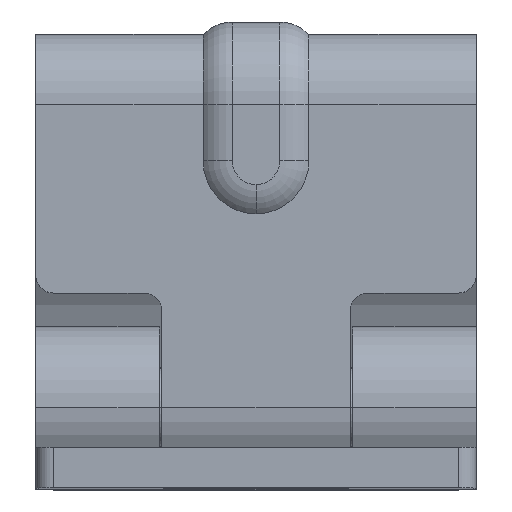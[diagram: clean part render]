
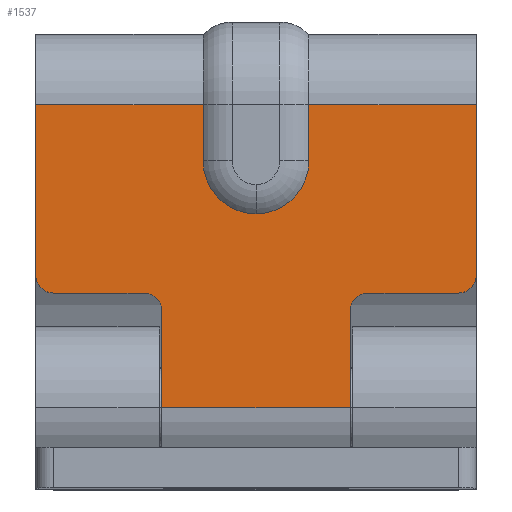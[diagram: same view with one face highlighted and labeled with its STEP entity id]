
A CAD part, top view. The second image highlights one B-rep face of the part: STEP entity #1537.
In plain terms, the highlighted planar face has unit normal (0, 0, 1).
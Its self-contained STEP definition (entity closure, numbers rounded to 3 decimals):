
#18 = AXIS2_PLACEMENT_3D ( 'NONE', #1589, #1833, #1776 ) ;
#20 = VECTOR ( 'NONE', #2040, 1000. ) ;
#70 = AXIS2_PLACEMENT_3D ( 'NONE', #1765, #1829, #1763 ) ;
#76 = AXIS2_PLACEMENT_3D ( 'NONE', #1735, #1967, #1977 ) ;
#88 = VECTOR ( 'NONE', #1662, 1000. ) ;
#90 = VECTOR ( 'NONE', #1698, 1000. ) ;
#176 = VERTEX_POINT ( 'NONE', #370 ) ;
#188 = VERTEX_POINT ( 'NONE', #448 ) ;
#195 = ORIENTED_EDGE ( 'NONE', *, *, #1511, .F. ) ;
#196 = VERTEX_POINT ( 'NONE', #412 ) ;
#200 = VERTEX_POINT ( 'NONE', #202 ) ;
#202 = CARTESIAN_POINT ( 'NONE',  ( -11.5, 6.5, 4.6 ) ) ;
#204 = ORIENTED_EDGE ( 'NONE', *, *, #1387, .F. ) ;
#205 = CARTESIAN_POINT ( 'NONE',  ( -12.5, 17.192, 4.6 ) ) ;
#218 = ORIENTED_EDGE ( 'NONE', *, *, #1320, .T. ) ;
#241 = ORIENTED_EDGE ( 'NONE', *, *, #1398, .F. ) ;
#258 = CARTESIAN_POINT ( 'NONE',  ( -5.35, 0., 4.6 ) ) ;
#276 = ORIENTED_EDGE ( 'NONE', *, *, #1364, .T. ) ;
#289 = VERTEX_POINT ( 'NONE', #205 ) ;
#298 = VERTEX_POINT ( 'NONE', #429 ) ;
#308 = VERTEX_POINT ( 'NONE', #320 ) ;
#312 = VERTEX_POINT ( 'NONE', #258 ) ;
#320 = CARTESIAN_POINT ( 'NONE',  ( -3., 17.192, 4.6 ) ) ;
#325 = VERTEX_POINT ( 'NONE', #704 ) ;
#366 = VERTEX_POINT ( 'NONE', #670 ) ;
#370 = CARTESIAN_POINT ( 'NONE',  ( 12.5, 17.192, 4.6 ) ) ;
#376 = CARTESIAN_POINT ( 'NONE',  ( 0., 11., 4.6 ) ) ;
#379 = CARTESIAN_POINT ( 'NONE',  ( 11.5, 6.5, 4.6 ) ) ;
#383 = ORIENTED_EDGE ( 'NONE', *, *, #1456, .T. ) ;
#387 = ORIENTED_EDGE ( 'NONE', *, *, #1448, .F. ) ;
#412 = CARTESIAN_POINT ( 'NONE',  ( -6.35, 6.5, 4.6 ) ) ;
#429 = CARTESIAN_POINT ( 'NONE',  ( -3., 14., 4.6 ) ) ;
#432 = VERTEX_POINT ( 'NONE', #672 ) ;
#448 = CARTESIAN_POINT ( 'NONE',  ( -12.5, 7.5, 4.6 ) ) ;
#456 = ORIENTED_EDGE ( 'NONE', *, *, #1516, .T. ) ;
#464 = VERTEX_POINT ( 'NONE', #376 ) ;
#469 = VERTEX_POINT ( 'NONE', #379 ) ;
#484 = ORIENTED_EDGE ( 'NONE', *, *, #1453, .F. ) ;
#510 = CARTESIAN_POINT ( 'NONE',  ( 3., 17.192, 4.6 ) ) ;
#514 = ORIENTED_EDGE ( 'NONE', *, *, #1524, .T. ) ;
#525 = ORIENTED_EDGE ( 'NONE', *, *, #1412, .T. ) ;
#533 = VERTEX_POINT ( 'NONE', #510 ) ;
#535 = ORIENTED_EDGE ( 'NONE', *, *, #1374, .T. ) ;
#549 = EDGE_LOOP ( 'NONE', ( #484, #514, #204, #620, #383, #276, #456, #195, #592, #535, #218, #632, #525, #387, #241, #556, #649 ) ) ;
#556 = ORIENTED_EDGE ( 'NONE', *, *, #1468, .F. ) ;
#574 = VERTEX_POINT ( 'NONE', #1772 ) ;
#592 = ORIENTED_EDGE ( 'NONE', *, *, #1333, .T. ) ;
#610 = VERTEX_POINT ( 'NONE', #1667 ) ;
#620 = ORIENTED_EDGE ( 'NONE', *, *, #1401, .T. ) ;
#632 = ORIENTED_EDGE ( 'NONE', *, *, #1339, .F. ) ;
#649 = ORIENTED_EDGE ( 'NONE', *, *, #1325, .T. ) ;
#670 = CARTESIAN_POINT ( 'NONE',  ( 3., 14., 4.6 ) ) ;
#672 = CARTESIAN_POINT ( 'NONE',  ( -5.35, 5.5, 4.6 ) ) ;
#704 = CARTESIAN_POINT ( 'NONE',  ( 12.5, 7.5, 4.6 ) ) ;
#729 = VERTEX_POINT ( 'NONE', #1680 ) ;
#878 = CIRCLE ( 'NONE', #1042, 3. ) ;
#888 = CIRCLE ( 'NONE', #1064, 1. ) ;
#921 = AXIS2_PLACEMENT_3D ( 'NONE', #2333, #2259, #2338 ) ;
#998 = FACE_OUTER_BOUND ( 'NONE', #549, .T. ) ;
#1030 = VECTOR ( 'NONE', #1641, 1000. ) ;
#1042 = AXIS2_PLACEMENT_3D ( 'NONE', #2212, #2336, #2241 ) ;
#1064 = AXIS2_PLACEMENT_3D ( 'NONE', #2435, #2393, #2152 ) ;
#1129 = VECTOR ( 'NONE', #1938, 1000. ) ;
#1146 = AXIS2_PLACEMENT_3D ( 'NONE', #1699, #1790, #1974 ) ;
#1164 = VECTOR ( 'NONE', #2268, 1000. ) ;
#1235 = VECTOR ( 'NONE', #1706, 1000. ) ;
#1242 = VECTOR ( 'NONE', #1939, 1000. ) ;
#1255 = VECTOR ( 'NONE', #1731, 1000. ) ;
#1256 = VECTOR ( 'NONE', #1929, 1000. ) ;
#1275 = VECTOR ( 'NONE', #2233, 1000. ) ;
#1320 = EDGE_CURVE ( 'NONE', #188, #200, #1426, .T. ) ;
#1325 = EDGE_CURVE ( 'NONE', #610, #729, #1475, .T. ) ;
#1326 = CIRCLE ( 'NONE', #1146, 1. ) ;
#1333 = EDGE_CURVE ( 'NONE', #308, #289, #1669, .T. ) ;
#1339 = EDGE_CURVE ( 'NONE', #196, #200, #1819, .T. ) ;
#1364 = EDGE_CURVE ( 'NONE', #366, #464, #1380, .T. ) ;
#1374 = EDGE_CURVE ( 'NONE', #289, #188, #1767, .T. ) ;
#1380 = CIRCLE ( 'NONE', #76, 3. ) ;
#1387 = EDGE_CURVE ( 'NONE', #176, #325, #1956, .T. ) ;
#1398 = EDGE_CURVE ( 'NONE', #574, #312, #1658, .T. ) ;
#1401 = EDGE_CURVE ( 'NONE', #176, #533, #1730, .T. ) ;
#1412 = EDGE_CURVE ( 'NONE', #196, #432, #1326, .T. ) ;
#1426 = CIRCLE ( 'NONE', #18, 1. ) ;
#1448 = EDGE_CURVE ( 'NONE', #312, #432, #1827, .T. ) ;
#1453 = EDGE_CURVE ( 'NONE', #469, #729, #1796, .T. ) ;
#1456 = EDGE_CURVE ( 'NONE', #533, #366, #1610, .T. ) ;
#1468 = EDGE_CURVE ( 'NONE', #610, #574, #2419, .T. ) ;
#1475 = CIRCLE ( 'NONE', #70, 1. ) ;
#1511 = EDGE_CURVE ( 'NONE', #308, #298, #2313, .T. ) ;
#1516 = EDGE_CURVE ( 'NONE', #464, #298, #878, .T. ) ;
#1524 = EDGE_CURVE ( 'NONE', #469, #325, #888, .T. ) ;
#1537 = ADVANCED_FACE ( 'NONE', ( #998 ), #2280, .F. ) ;
#1589 = CARTESIAN_POINT ( 'NONE',  ( -11.5, 7.5, 4.6 ) ) ;
#1610 = LINE ( 'NONE', #2045, #1235 ) ;
#1641 = DIRECTION ( 'NONE',  ( 0., 1., 0. ) ) ;
#1658 = LINE ( 'NONE', #1984, #1256 ) ;
#1662 = DIRECTION ( 'NONE',  ( -1., 0., 0. ) ) ;
#1667 = CARTESIAN_POINT ( 'NONE',  ( 5.35, 5.5, 4.6 ) ) ;
#1669 = LINE ( 'NONE', #1870, #20 ) ;
#1680 = CARTESIAN_POINT ( 'NONE',  ( 6.35, 6.5, 4.6 ) ) ;
#1698 = DIRECTION ( 'NONE',  ( 0., -1., 0. ) ) ;
#1699 = CARTESIAN_POINT ( 'NONE',  ( -6.35, 5.5, 4.6 ) ) ;
#1706 = DIRECTION ( 'NONE',  ( 0., -1., 0. ) ) ;
#1730 = LINE ( 'NONE', #1949, #1242 ) ;
#1731 = DIRECTION ( 'NONE',  ( -1., 0., 0. ) ) ;
#1735 = CARTESIAN_POINT ( 'NONE',  ( 0., 14., 4.6 ) ) ;
#1763 = DIRECTION ( 'NONE',  ( 0., 1., 0. ) ) ;
#1765 = CARTESIAN_POINT ( 'NONE',  ( 6.35, 5.5, 4.6 ) ) ;
#1767 = LINE ( 'NONE', #1959, #90 ) ;
#1772 = CARTESIAN_POINT ( 'NONE',  ( 5.35, 0., 4.6 ) ) ;
#1776 = DIRECTION ( 'NONE',  ( 0., 1., 0. ) ) ;
#1790 = DIRECTION ( 'NONE',  ( 0., 0., -1. ) ) ;
#1796 = LINE ( 'NONE', #1877, #1255 ) ;
#1800 = CARTESIAN_POINT ( 'NONE',  ( -5.35, -4.6, 4.6 ) ) ;
#1819 = LINE ( 'NONE', #1879, #88 ) ;
#1827 = LINE ( 'NONE', #1800, #1030 ) ;
#1829 = DIRECTION ( 'NONE',  ( 0., 0., -1. ) ) ;
#1833 = DIRECTION ( 'NONE',  ( 0., 0., 1. ) ) ;
#1870 = CARTESIAN_POINT ( 'NONE',  ( 12.5, 17.192, 4.6 ) ) ;
#1877 = CARTESIAN_POINT ( 'NONE',  ( 5.35, 6.5, 4.6 ) ) ;
#1879 = CARTESIAN_POINT ( 'NONE',  ( -12.5, 6.5, 4.6 ) ) ;
#1929 = DIRECTION ( 'NONE',  ( -1., 0., 0. ) ) ;
#1938 = DIRECTION ( 'NONE',  ( 0., -1., 0. ) ) ;
#1939 = DIRECTION ( 'NONE',  ( -1., 0., 0. ) ) ;
#1949 = CARTESIAN_POINT ( 'NONE',  ( 12.5, 17.192, 4.6 ) ) ;
#1953 = CARTESIAN_POINT ( 'NONE',  ( 12.5, 17.192, 4.6 ) ) ;
#1956 = LINE ( 'NONE', #1953, #1129 ) ;
#1959 = CARTESIAN_POINT ( 'NONE',  ( -12.5, 17.192, 4.6 ) ) ;
#1967 = DIRECTION ( 'NONE',  ( 0., 0., -1. ) ) ;
#1974 = DIRECTION ( 'NONE',  ( 0., 1., 0. ) ) ;
#1977 = DIRECTION ( 'NONE',  ( 0., 1., 0. ) ) ;
#1984 = CARTESIAN_POINT ( 'NONE',  ( 12.5, 0., 4.6 ) ) ;
#2040 = DIRECTION ( 'NONE',  ( -1., 0., 0. ) ) ;
#2045 = CARTESIAN_POINT ( 'NONE',  ( 3., 17.192, 4.6 ) ) ;
#2152 = DIRECTION ( 'NONE',  ( 0., 1., 0. ) ) ;
#2170 = CARTESIAN_POINT ( 'NONE',  ( 5.35, -4.6, 4.6 ) ) ;
#2212 = CARTESIAN_POINT ( 'NONE',  ( 0., 14., 4.6 ) ) ;
#2233 = DIRECTION ( 'NONE',  ( 0., -1., 0. ) ) ;
#2241 = DIRECTION ( 'NONE',  ( 0., 1., 0. ) ) ;
#2254 = CARTESIAN_POINT ( 'NONE',  ( -3., 17.192, 4.6 ) ) ;
#2259 = DIRECTION ( 'NONE',  ( 0., 0., -1. ) ) ;
#2268 = DIRECTION ( 'NONE',  ( 0., -1., 0. ) ) ;
#2280 = PLANE ( 'NONE',  #921 ) ;
#2313 = LINE ( 'NONE', #2254, #1164 ) ;
#2333 = CARTESIAN_POINT ( 'NONE',  ( 12.5, 17.192, 4.6 ) ) ;
#2336 = DIRECTION ( 'NONE',  ( 0., 0., -1. ) ) ;
#2338 = DIRECTION ( 'NONE',  ( 0., 1., 0. ) ) ;
#2393 = DIRECTION ( 'NONE',  ( 0., 0., 1. ) ) ;
#2419 = LINE ( 'NONE', #2170, #1275 ) ;
#2435 = CARTESIAN_POINT ( 'NONE',  ( 11.5, 7.5, 4.6 ) ) ;
